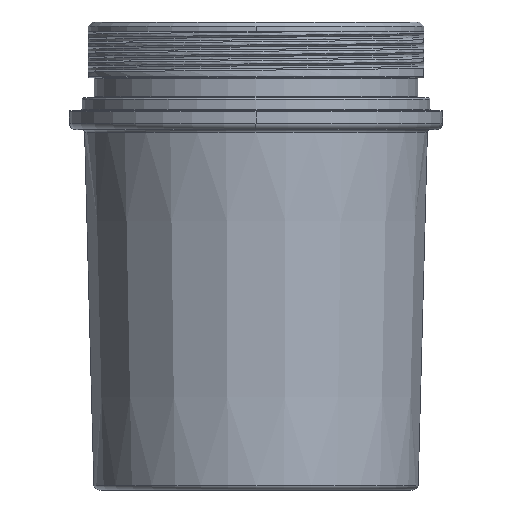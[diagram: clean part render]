
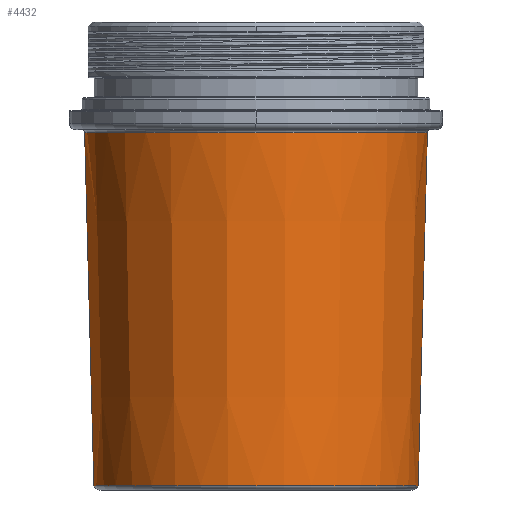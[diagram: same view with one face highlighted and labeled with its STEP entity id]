
A CAD part, left-side view. The second image highlights one B-rep face of the part: STEP entity #4432.
In plain terms, the highlighted conical face has half-angle 1.5 degrees and reference radius 26.367 mm.
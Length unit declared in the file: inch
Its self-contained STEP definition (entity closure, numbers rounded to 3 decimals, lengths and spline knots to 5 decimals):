
#1697=CARTESIAN_POINT('',(0.,0.,0.45992));
#1698=DIRECTION('',(0.,0.,1.));
#1699=DIRECTION('',(0.,1.,0.));
#1700=AXIS2_PLACEMENT_3D('',#1697,#1698,#1699);
#1702=DIRECTION('',(0.,0.026,1.));
#1703=VECTOR('',#1702,2.19883);
#1704=CARTESIAN_POINT('',(0.,1.00929,0.45992));
#1705=LINE('',#1704,#1703);
#1706=CARTESIAN_POINT('',(0.,0.,2.658));
#1707=DIRECTION('',(0.,0.,-1.));
#1708=DIRECTION('',(0.,-1.,0.));
#1709=AXIS2_PLACEMENT_3D('',#1706,#1707,#1708);
#1711=DIRECTION('',(0.,-0.026,1.));
#1712=VECTOR('',#1711,2.19883);
#1713=CARTESIAN_POINT('',(0.,-1.00929,0.45992));
#1714=LINE('',#1713,#1712);
#2336=CARTESIAN_POINT('',(0.,1.06685,2.658));
#2337=CARTESIAN_POINT('',(0.,-1.06685,2.658));
#2338=VERTEX_POINT('',#2336);
#2339=VERTEX_POINT('',#2337);
#2344=CARTESIAN_POINT('',(0.,1.00929,0.45992));
#2345=VERTEX_POINT('',#2344);
#2346=CARTESIAN_POINT('',(0.,-1.00929,0.45992));
#2347=VERTEX_POINT('',#2346);
#4418=CARTESIAN_POINT('',(0.,0.,1.55896));
#4419=DIRECTION('',(0.,0.,1.));
#4420=DIRECTION('',(0.,1.,0.));
#4421=AXIS2_PLACEMENT_3D('',#4418,#4419,#4420);
#4422=CONICAL_SURFACE('',#4421,1.03807,1.5);
#4424=ORIENTED_EDGE('',*,*,#4423,.F.);
#4426=ORIENTED_EDGE('',*,*,#4425,.T.);
#4427=ORIENTED_EDGE('',*,*,#4412,.F.);
#4429=ORIENTED_EDGE('',*,*,#4428,.F.);
#4430=EDGE_LOOP('',(#4424,#4426,#4427,#4429));
#4431=FACE_OUTER_BOUND('',#4430,.F.);
#4432=ADVANCED_FACE('',(#4431),#4422,.T.);
#1701=CIRCLE('',#1700,1.00929);
#1710=CIRCLE('',#1709,1.06685);
#4412=EDGE_CURVE('',#2339,#2338,#1710,.T.);
#4423=EDGE_CURVE('',#2345,#2347,#1701,.T.);
#4425=EDGE_CURVE('',#2345,#2338,#1705,.T.);
#4428=EDGE_CURVE('',#2347,#2339,#1714,.T.);
